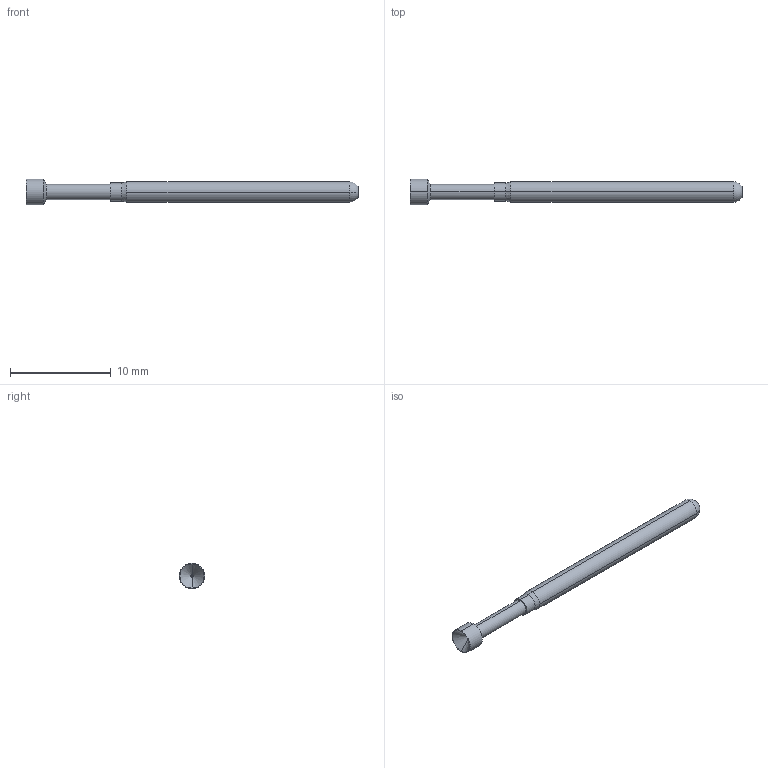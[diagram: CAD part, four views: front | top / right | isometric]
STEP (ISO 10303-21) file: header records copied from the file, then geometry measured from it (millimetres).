
FILE_DESCRIPTION (( 'STEP AP214' ), '1' );
FILE_NAME ('125-2522.STEP', '2022-01-13T16:23:06', ( '' ), ( '' ), 'SwSTEP 2.0', 'SolidWorks 2020', '' );
FILE_SCHEMA (( 'AUTOMOTIVE_DESIGN' ));
Length unit declared in the file: inch
Products named in the file (1): 125-2522
Bounding box: 33.02 x 2.54 x 2.54 mm (x, y, z)
Volume: 97.4 mm3; surface area: 212.3 mm2
Topology: 1 solids, 1 shells, 25 faces, 53 edges, 30 vertices
Faces by surface type: cone 10, cylinder 9, plane 4, sphere 2
Entity records: 1003 total; most frequent: DIRECTION 133, CARTESIAN_POINT 105, ORIENTED_EDGE 100, AXIS2_PLACEMENT_3D 57, EDGE_CURVE 50, CIRCLE 31, VERTEX_POINT 29, EDGE_LOOP 27
